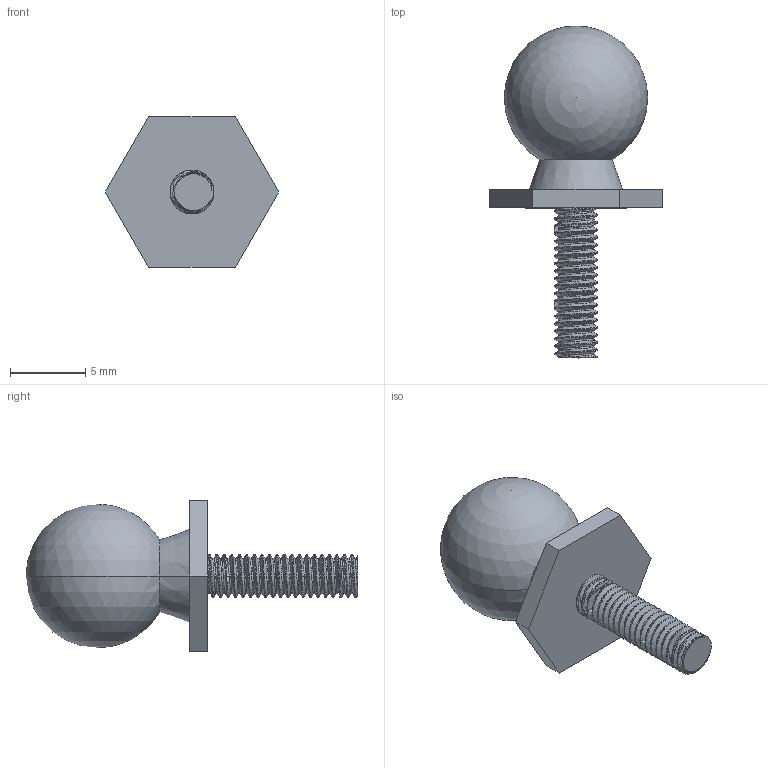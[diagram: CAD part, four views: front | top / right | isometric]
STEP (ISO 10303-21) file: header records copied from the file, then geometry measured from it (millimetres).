
FILE_DESCRIPTION (( 'STEP AP214' ), '1' );
FILE_NAME ('Ball Stud - Haydn.step', '2019-11-11T12:24:41', ( '' ), ( '' ), 'SwSTEP 2.0', 'SolidWorks 2019', '' );
FILE_SCHEMA (( 'AUTOMOTIVE_DESIGN' ));
Length unit declared in the file: millimetre
Products named in the file (1): Ball Stud - Haydn
Bounding box: 11.55 x 22.12 x 10 mm (x, y, z)
Volume: 1330.2 mm3; surface area: 1285.2 mm2
Topology: 2 solids, 2 shells, 196 faces, 574 edges, 382 vertices
Faces by surface type: cylinder 166, plane 18, sphere 4, cone 4, bspline 4
Full cylindrical faces by diameter (mm): 2.356 x12, 2.927 x8
Entity records: 16185 total; most frequent: CARTESIAN_POINT 11381, ORIENTED_EDGE 1208, DIRECTION 672, EDGE_CURVE 604, VERTEX_POINT 416, B_SPLINE_CURVE_WITH_KNOTS 340, VECTOR 242, LINE 242
